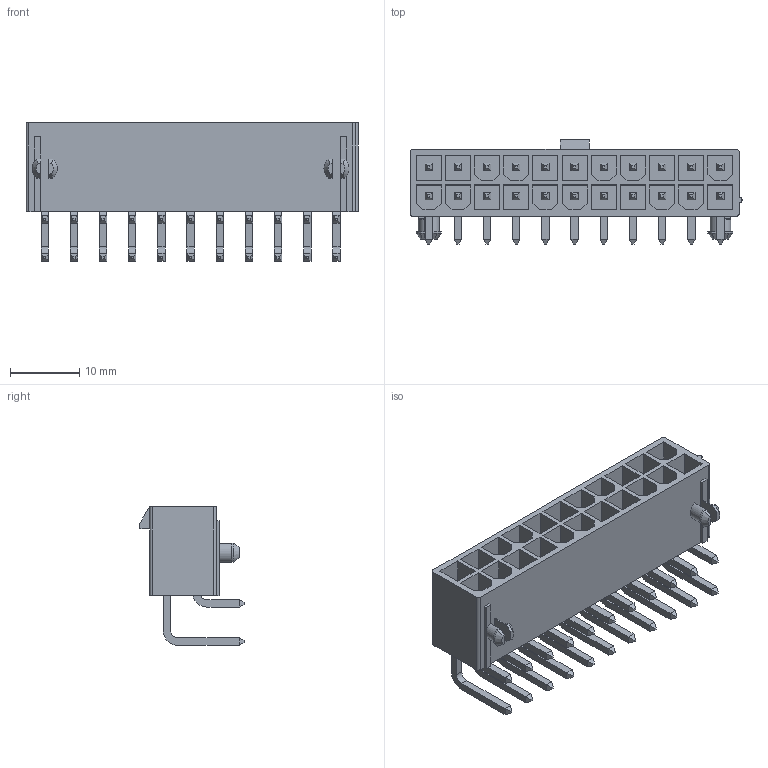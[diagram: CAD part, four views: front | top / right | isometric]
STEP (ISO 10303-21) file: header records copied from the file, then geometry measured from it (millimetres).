
FILE_DESCRIPTION((''),'2;1');
FILE_NAME('039300220','2019-08-08T',('gga'),(''),'PRO/ENGINEER BY PARAMETRIC TECHNOLOGY CORPORATION, 2016010','PRO/ENGINEER BY PARAMETRIC TECHNOLOGY CORPORATION, 2016010','');
FILE_SCHEMA(('CONFIG_CONTROL_DESIGN'));
Length unit declared in the file: millimetre
Products named in the file (1): 039300220
Bounding box: 47.8 x 15 x 19.93 mm (x, y, z)
Volume: 3784.7 mm3; surface area: 6812.7 mm2
Topology: 1 solids, 1 shells, 659 faces, 1621 edges, 1034 vertices
Faces by surface type: plane 598, cylinder 57, cone 4
Entity records: 18914 total; most frequent: CARTESIAN_POINT 3279, ORIENTED_EDGE 3142, DIRECTION 3101, EDGE_CURVE 1571, VECTOR 1445, LINE 1445, VERTEX_POINT 982, AXIS2_PLACEMENT_3D 828
